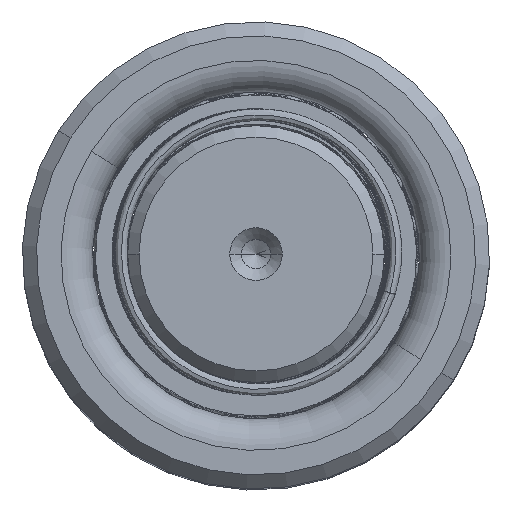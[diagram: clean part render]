
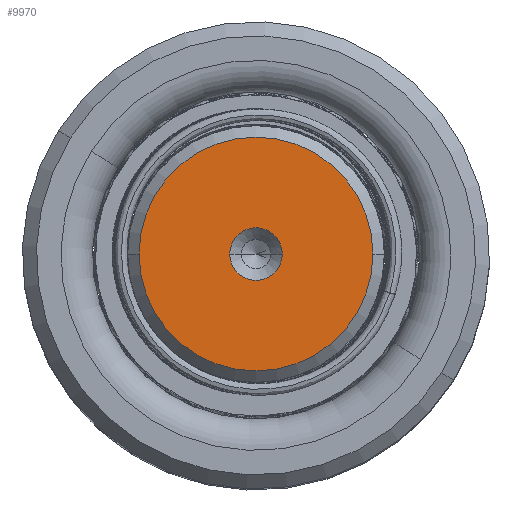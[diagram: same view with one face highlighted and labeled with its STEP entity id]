
A CAD part, top view. The second image highlights one B-rep face of the part: STEP entity #9970.
In plain terms, the highlighted planar face has unit normal (0, 0, 1).
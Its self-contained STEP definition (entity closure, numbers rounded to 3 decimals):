
#52 = PLANE ( 'NONE',  #31303 ) ;
#568 = CARTESIAN_POINT ( 'NONE',  ( 0., 0., 130. ) ) ;
#2875 = CIRCLE ( 'NONE', #20185, 10.009 ) ;
#4514 = DIRECTION ( 'NONE',  ( 1., 0., 0. ) ) ;
#7042 = FACE_BOUND ( 'NONE', #47839, .T. ) ;
#8970 = DIRECTION ( 'NONE',  ( 1., 0., 0. ) ) ;
#9970 = ADVANCED_FACE ( 'NONE', ( #7042, #41679 ), #52, .T. ) ;
#12508 = ORIENTED_EDGE ( 'NONE', *, *, #22826, .F. ) ;
#12877 = DIRECTION ( 'NONE',  ( 0., 0., 1. ) ) ;
#14970 = EDGE_CURVE ( 'NONE', #19762, #35724, #16959, .T. ) ;
#16104 = AXIS2_PLACEMENT_3D ( 'NONE', #38593, #12877, #8970 ) ;
#16495 = ORIENTED_EDGE ( 'NONE', *, *, #14970, .T. ) ;
#16959 = CIRCLE ( 'NONE', #32757, 10.009 ) ;
#17093 = VERTEX_POINT ( 'NONE', #24056 ) ;
#19693 = CARTESIAN_POINT ( 'NONE',  ( 2.25, 0., 130. ) ) ;
#19762 = VERTEX_POINT ( 'NONE', #53010 ) ;
#20185 = AXIS2_PLACEMENT_3D ( 'NONE', #50875, #46804, #25424 ) ;
#22826 = EDGE_CURVE ( 'NONE', #17093, #32106, #30398, .T. ) ;
#24056 = CARTESIAN_POINT ( 'NONE',  ( -2.25, 0., 130. ) ) ;
#25146 = AXIS2_PLACEMENT_3D ( 'NONE', #568, #30363, #26644 ) ;
#25424 = DIRECTION ( 'NONE',  ( 1., 0., 0. ) ) ;
#25750 = EDGE_CURVE ( 'NONE', #35724, #19762, #2875, .T. ) ;
#26644 = DIRECTION ( 'NONE',  ( 1., 0., 0. ) ) ;
#27381 = ORIENTED_EDGE ( 'NONE', *, *, #53758, .F. ) ;
#29726 = EDGE_LOOP ( 'NONE', ( #16495, #32461 ) ) ;
#30045 = DIRECTION ( 'NONE',  ( 0., 0., 1. ) ) ;
#30363 = DIRECTION ( 'NONE',  ( 0., 0., 1. ) ) ;
#30398 = CIRCLE ( 'NONE', #16104, 2.25 ) ;
#31303 = AXIS2_PLACEMENT_3D ( 'NONE', #42502, #30045, #4514 ) ;
#32106 = VERTEX_POINT ( 'NONE', #19693 ) ;
#32461 = ORIENTED_EDGE ( 'NONE', *, *, #25750, .T. ) ;
#32757 = AXIS2_PLACEMENT_3D ( 'NONE', #45291, #41404, #40850 ) ;
#35724 = VERTEX_POINT ( 'NONE', #40669 ) ;
#38593 = CARTESIAN_POINT ( 'NONE',  ( 0., 0., 130. ) ) ;
#40669 = CARTESIAN_POINT ( 'NONE',  ( 10.009, 0., 130. ) ) ;
#40850 = DIRECTION ( 'NONE',  ( 1., 0., 0. ) ) ;
#41404 = DIRECTION ( 'NONE',  ( 0., 0., 1. ) ) ;
#41679 = FACE_OUTER_BOUND ( 'NONE', #29726, .T. ) ;
#42502 = CARTESIAN_POINT ( 'NONE',  ( 0., 0., 130. ) ) ;
#45291 = CARTESIAN_POINT ( 'NONE',  ( 0., 0., 130. ) ) ;
#46804 = DIRECTION ( 'NONE',  ( 0., 0., 1. ) ) ;
#47839 = EDGE_LOOP ( 'NONE', ( #27381, #12508 ) ) ;
#50875 = CARTESIAN_POINT ( 'NONE',  ( 0., 0., 130. ) ) ;
#51366 = CIRCLE ( 'NONE', #25146, 2.25 ) ;
#53010 = CARTESIAN_POINT ( 'NONE',  ( -10.009, 0., 130. ) ) ;
#53758 = EDGE_CURVE ( 'NONE', #32106, #17093, #51366, .T. ) ;
